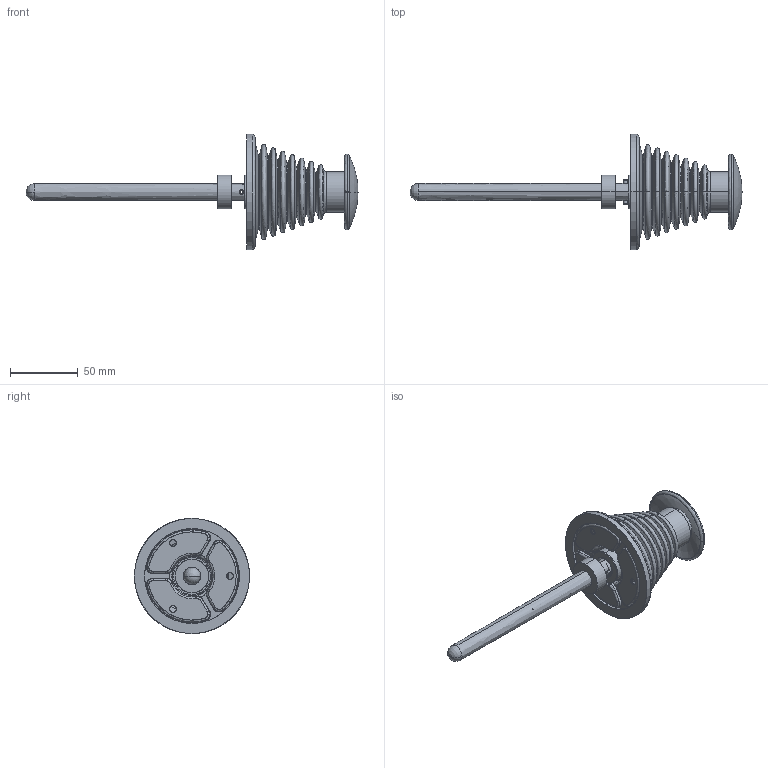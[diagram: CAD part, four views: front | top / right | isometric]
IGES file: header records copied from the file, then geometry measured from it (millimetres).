
Start section: SolidWorks IGES file using analytic representation for surfaces
Global section: file name: FC-700.IGS,15; native system: HSolidWorks 2014; preprocessor: SolidWorks 2014; author: 1337yo; date: 171211.110747; units: millimetre
Bounding box: 245 x 85 x 85 mm (x, y, z)
Surface area: 86204.1 mm2 (no closed solid volume)
Topology: 0 solids, 0 shells, 411 faces, 4675 edges, 4673 vertices
Faces by surface type: bspline 219, revolution 192
